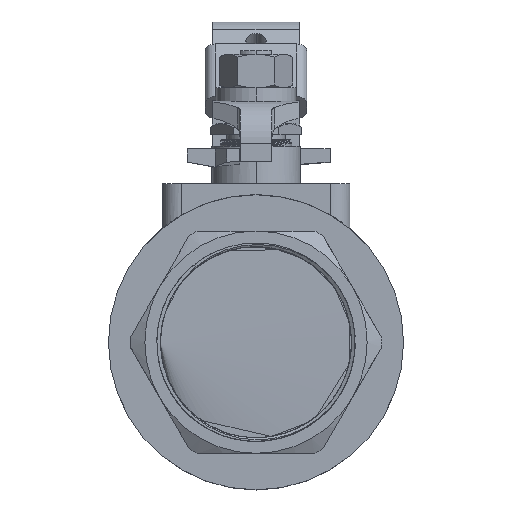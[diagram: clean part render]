
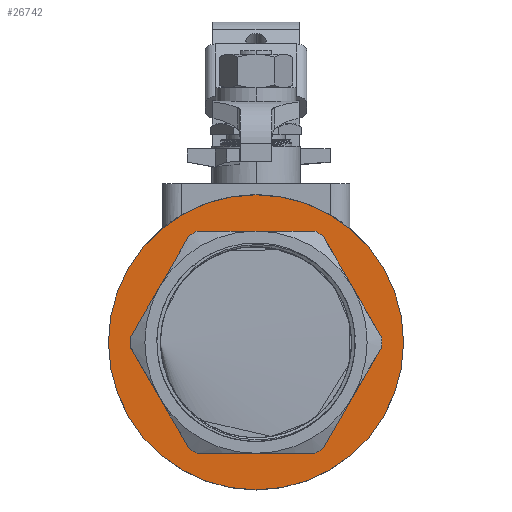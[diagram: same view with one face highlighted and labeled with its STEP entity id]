
A CAD part, top view. The second image highlights one B-rep face of the part: STEP entity #26742.
In plain terms, the highlighted planar face has unit normal (0, 0, 1).
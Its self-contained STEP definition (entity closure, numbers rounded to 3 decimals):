
#236 = LINE ( 'NONE', #44206, #16013 ) ;
#1124 = ORIENTED_EDGE ( 'NONE', *, *, #49389, .T. ) ;
#1482 = ORIENTED_EDGE ( 'NONE', *, *, #25338, .T. ) ;
#1640 = EDGE_LOOP ( 'NONE', ( #30260, #16294, #1482, #37684, #17258, #40563, #20671, #6148, #53526, #54841, #57594, #1124, #32399 ) ) ;
#2091 = CIRCLE ( 'NONE', #5870, 47.5 ) ;
#2316 = EDGE_CURVE ( 'NONE', #18718, #42965, #236, .T. ) ;
#3162 = VERTEX_POINT ( 'NONE', #34579 ) ;
#3202 = CIRCLE ( 'NONE', #14123, 47.5 ) ;
#3236 = VERTEX_POINT ( 'NONE', #63787 ) ;
#4695 = CARTESIAN_POINT ( 'NONE',  ( 0., 0., 49.5 ) ) ;
#5096 = CARTESIAN_POINT ( 'NONE',  ( 0., 0., 49.5 ) ) ;
#5870 = AXIS2_PLACEMENT_3D ( 'NONE', #5096, #49523, #33569 ) ;
#5979 = CARTESIAN_POINT ( 'NONE',  ( 0., 0., 49.5 ) ) ;
#6148 = ORIENTED_EDGE ( 'NONE', *, *, #55094, .T. ) ;
#8785 = ORIENTED_EDGE ( 'NONE', *, *, #68530, .F. ) ;
#10134 = EDGE_CURVE ( 'NONE', #3236, #67571, #2091, .T. ) ;
#10193 = VERTEX_POINT ( 'NONE', #55965 ) ;
#10430 = DIRECTION ( 'NONE',  ( -1., 0., 0. ) ) ;
#11921 = EDGE_CURVE ( 'NONE', #49088, #62996, #30096, .T. ) ;
#12041 = FACE_OUTER_BOUND ( 'NONE', #59934, .T. ) ;
#13037 = DIRECTION ( 'NONE',  ( 0., 0., -1. ) ) ;
#13115 = VERTEX_POINT ( 'NONE', #25463 ) ;
#13487 = CARTESIAN_POINT ( 'NONE',  ( -47.466, -1.786, 49.5 ) ) ;
#13569 = CARTESIAN_POINT ( 'NONE',  ( -25.28, 40.214, 49.5 ) ) ;
#13942 = CARTESIAN_POINT ( 'NONE',  ( 0., -42., 49.5 ) ) ;
#14123 = AXIS2_PLACEMENT_3D ( 'NONE', #65027, #13037, #64280 ) ;
#14696 = DIRECTION ( 'NONE',  ( 1., 0., 0. ) ) ;
#14776 = EDGE_CURVE ( 'NONE', #40155, #10193, #62426, .T. ) ;
#16013 = VECTOR ( 'NONE', #66604, 1000. ) ;
#16294 = ORIENTED_EDGE ( 'NONE', *, *, #34281, .T. ) ;
#16825 = CIRCLE ( 'NONE', #65313, 47.5 ) ;
#17258 = ORIENTED_EDGE ( 'NONE', *, *, #10134, .T. ) ;
#17516 = CARTESIAN_POINT ( 'NONE',  ( -25.28, -40.214, 49.5 ) ) ;
#17710 = VECTOR ( 'NONE', #21128, 1000. ) ;
#18718 = VERTEX_POINT ( 'NONE', #40514 ) ;
#18807 = VECTOR ( 'NONE', #55682, 1000. ) ;
#20671 = ORIENTED_EDGE ( 'NONE', *, *, #54573, .T. ) ;
#20905 = VERTEX_POINT ( 'NONE', #23213 ) ;
#21128 = DIRECTION ( 'NONE',  ( 0.5, 0.866, 0. ) ) ;
#21423 = VERTEX_POINT ( 'NONE', #33323 ) ;
#22058 = DIRECTION ( 'NONE',  ( 1., 0., 0. ) ) ;
#23213 = CARTESIAN_POINT ( 'NONE',  ( 47.5, 0., 49.5 ) ) ;
#23531 = CARTESIAN_POINT ( 'NONE',  ( 0., 0., 49.5 ) ) ;
#23628 = CARTESIAN_POINT ( 'NONE',  ( 22.187, -42., 49.5 ) ) ;
#24963 = VECTOR ( 'NONE', #71615, 1000. ) ;
#25239 = CIRCLE ( 'NONE', #31321, 55.75 ) ;
#25328 = LINE ( 'NONE', #48473, #24963 ) ;
#25338 = EDGE_CURVE ( 'NONE', #20905, #21423, #16825, .T. ) ;
#25463 = CARTESIAN_POINT ( 'NONE',  ( -22.187, -42., 49.5 ) ) ;
#25858 = EDGE_CURVE ( 'NONE', #70263, #18718, #68939, .T. ) ;
#25888 = CIRCLE ( 'NONE', #48907, 47.5 ) ;
#26083 = CARTESIAN_POINT ( 'NONE',  ( -47.466, 1.786, 49.5 ) ) ;
#26088 = CARTESIAN_POINT ( 'NONE',  ( 0., 0., 49.5 ) ) ;
#26742 = ADVANCED_FACE ( 'NONE', ( #12041, #64405 ), #53769, .T. ) ;
#27015 = DIRECTION ( 'NONE',  ( 0., 0., -1. ) ) ;
#28212 = DIRECTION ( 'NONE',  ( 0., 0., -1. ) ) ;
#30096 = CIRCLE ( 'NONE', #34959, 55.75 ) ;
#30260 = ORIENTED_EDGE ( 'NONE', *, *, #2316, .T. ) ;
#31042 = CARTESIAN_POINT ( 'NONE',  ( 0., 0., 49.5 ) ) ;
#31095 = VECTOR ( 'NONE', #33873, 1000. ) ;
#31321 = AXIS2_PLACEMENT_3D ( 'NONE', #23531, #47438, #46688 ) ;
#31556 = VERTEX_POINT ( 'NONE', #36251 ) ;
#32399 = ORIENTED_EDGE ( 'NONE', *, *, #25858, .T. ) ;
#33323 = CARTESIAN_POINT ( 'NONE',  ( 47.466, -1.786, 49.5 ) ) ;
#33569 = DIRECTION ( 'NONE',  ( 1., 0., 0. ) ) ;
#33873 = DIRECTION ( 'NONE',  ( -0.5, 0.866, 0. ) ) ;
#34281 = EDGE_CURVE ( 'NONE', #42965, #20905, #25888, .T. ) ;
#34287 = DIRECTION ( 'NONE',  ( 1., 0., 0. ) ) ;
#34579 = CARTESIAN_POINT ( 'NONE',  ( -22.187, 42., 49.5 ) ) ;
#34959 = AXIS2_PLACEMENT_3D ( 'NONE', #56352, #62417, #10430 ) ;
#35778 = CARTESIAN_POINT ( 'NONE',  ( 47.466, 1.786, 49.5 ) ) ;
#36120 = DIRECTION ( 'NONE',  ( 0., 0., -1. ) ) ;
#36251 = CARTESIAN_POINT ( 'NONE',  ( -25.28, -40.214, 49.5 ) ) ;
#37490 = LINE ( 'NONE', #13942, #18807 ) ;
#37684 = ORIENTED_EDGE ( 'NONE', *, *, #71256, .T. ) ;
#40155 = VERTEX_POINT ( 'NONE', #13487 ) ;
#40514 = CARTESIAN_POINT ( 'NONE',  ( 25.28, 40.214, 49.5 ) ) ;
#40563 = ORIENTED_EDGE ( 'NONE', *, *, #48560, .T. ) ;
#41308 = DIRECTION ( 'NONE',  ( 1., 0., 0. ) ) ;
#42965 = VERTEX_POINT ( 'NONE', #35778 ) ;
#44206 = CARTESIAN_POINT ( 'NONE',  ( 25.28, 40.214, 49.5 ) ) ;
#44214 = CARTESIAN_POINT ( 'NONE',  ( 55.75, 0., 49.5 ) ) ;
#44470 = EDGE_CURVE ( 'NONE', #49282, #3162, #48003, .T. ) ;
#46688 = DIRECTION ( 'NONE',  ( -1., 0., 0. ) ) ;
#47110 = AXIS2_PLACEMENT_3D ( 'NONE', #5979, #47325, #64033 ) ;
#47325 = DIRECTION ( 'NONE',  ( 0., 0., 1. ) ) ;
#47438 = DIRECTION ( 'NONE',  ( 0., 0., -1. ) ) ;
#48003 = CIRCLE ( 'NONE', #50446, 47.5 ) ;
#48473 = CARTESIAN_POINT ( 'NONE',  ( 0., 42., 49.5 ) ) ;
#48560 = EDGE_CURVE ( 'NONE', #67571, #13115, #37490, .T. ) ;
#48907 = AXIS2_PLACEMENT_3D ( 'NONE', #67991, #27015, #22058 ) ;
#49086 = EDGE_CURVE ( 'NONE', #10193, #49282, #66311, .T. ) ;
#49088 = VERTEX_POINT ( 'NONE', #49236 ) ;
#49236 = CARTESIAN_POINT ( 'NONE',  ( -55.75, 0., 49.5 ) ) ;
#49282 = VERTEX_POINT ( 'NONE', #13569 ) ;
#49389 = EDGE_CURVE ( 'NONE', #3162, #70263, #25328, .T. ) ;
#49523 = DIRECTION ( 'NONE',  ( 0., 0., -1. ) ) ;
#49664 = LINE ( 'NONE', #50410, #68026 ) ;
#50410 = CARTESIAN_POINT ( 'NONE',  ( 47.466, -1.786, 49.5 ) ) ;
#50446 = AXIS2_PLACEMENT_3D ( 'NONE', #4695, #28212, #34287 ) ;
#52067 = CARTESIAN_POINT ( 'NONE',  ( 0., 0., 49.5 ) ) ;
#53526 = ORIENTED_EDGE ( 'NONE', *, *, #14776, .T. ) ;
#53573 = ORIENTED_EDGE ( 'NONE', *, *, #11921, .F. ) ;
#53769 = PLANE ( 'NONE',  #47110 ) ;
#54573 = EDGE_CURVE ( 'NONE', #13115, #31556, #3202, .T. ) ;
#54841 = ORIENTED_EDGE ( 'NONE', *, *, #49086, .T. ) ;
#55094 = EDGE_CURVE ( 'NONE', #31556, #40155, #57753, .T. ) ;
#55682 = DIRECTION ( 'NONE',  ( -1., 0., 0. ) ) ;
#55965 = CARTESIAN_POINT ( 'NONE',  ( -47.466, 1.786, 49.5 ) ) ;
#56352 = CARTESIAN_POINT ( 'NONE',  ( 0., 0., 49.5 ) ) ;
#57594 = ORIENTED_EDGE ( 'NONE', *, *, #44470, .T. ) ;
#57753 = LINE ( 'NONE', #17516, #31095 ) ;
#58799 = AXIS2_PLACEMENT_3D ( 'NONE', #52067, #36120, #63455 ) ;
#59934 = EDGE_LOOP ( 'NONE', ( #53573, #8785 ) ) ;
#61702 = AXIS2_PLACEMENT_3D ( 'NONE', #26088, #67447, #14696 ) ;
#62417 = DIRECTION ( 'NONE',  ( 0., 0., -1. ) ) ;
#62426 = CIRCLE ( 'NONE', #58799, 47.5 ) ;
#62996 = VERTEX_POINT ( 'NONE', #44214 ) ;
#63455 = DIRECTION ( 'NONE',  ( 1., 0., 0. ) ) ;
#63787 = CARTESIAN_POINT ( 'NONE',  ( 25.28, -40.214, 49.5 ) ) ;
#64033 = DIRECTION ( 'NONE',  ( 1., 0., 0. ) ) ;
#64280 = DIRECTION ( 'NONE',  ( 1., 0., 0. ) ) ;
#64405 = FACE_BOUND ( 'NONE', #1640, .T. ) ;
#65027 = CARTESIAN_POINT ( 'NONE',  ( 0., 0., 49.5 ) ) ;
#65193 = DIRECTION ( 'NONE',  ( 0., 0., -1. ) ) ;
#65313 = AXIS2_PLACEMENT_3D ( 'NONE', #31042, #65193, #41308 ) ;
#65595 = CARTESIAN_POINT ( 'NONE',  ( 22.187, 42., 49.5 ) ) ;
#66311 = LINE ( 'NONE', #26083, #17710 ) ;
#66604 = DIRECTION ( 'NONE',  ( 0.5, -0.866, 0. ) ) ;
#67447 = DIRECTION ( 'NONE',  ( 0., 0., -1. ) ) ;
#67493 = DIRECTION ( 'NONE',  ( -0.5, -0.866, 0. ) ) ;
#67571 = VERTEX_POINT ( 'NONE', #23628 ) ;
#67991 = CARTESIAN_POINT ( 'NONE',  ( 0., 0., 49.5 ) ) ;
#68026 = VECTOR ( 'NONE', #67493, 1000. ) ;
#68530 = EDGE_CURVE ( 'NONE', #62996, #49088, #25239, .T. ) ;
#68939 = CIRCLE ( 'NONE', #61702, 47.5 ) ;
#70263 = VERTEX_POINT ( 'NONE', #65595 ) ;
#71256 = EDGE_CURVE ( 'NONE', #21423, #3236, #49664, .T. ) ;
#71615 = DIRECTION ( 'NONE',  ( 1., 0., 0. ) ) ;
